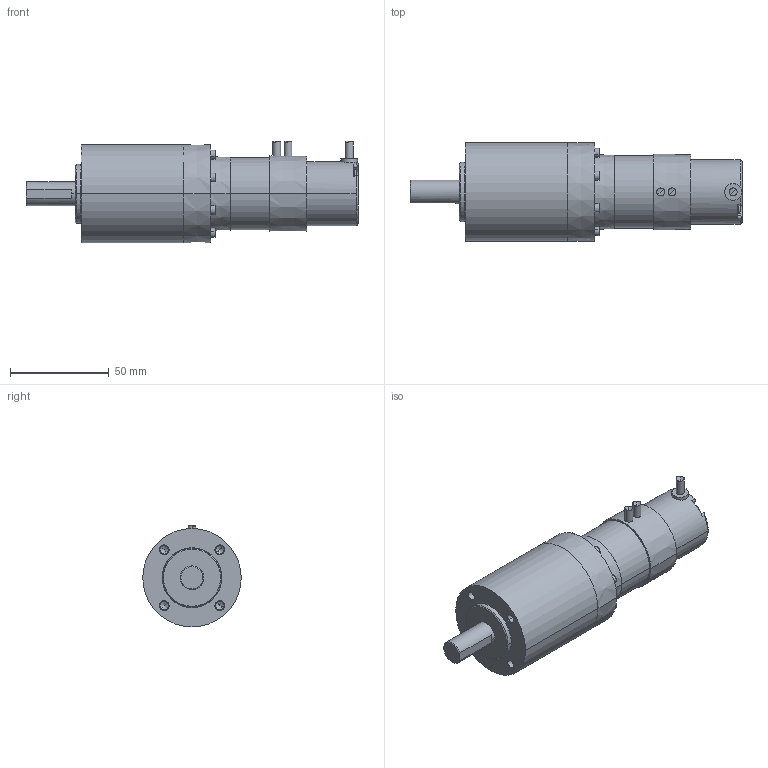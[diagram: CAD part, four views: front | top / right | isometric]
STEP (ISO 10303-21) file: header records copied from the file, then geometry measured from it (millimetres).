
FILE_DESCRIPTION(('no description'),'unknown implementation level');
FILE_NAME('RSF_14B_30_F100_24B_C_4.stp',' ',('Harmonic Drive AG'),('CADClick - KiM GmbH - www.kimweb.de'),'unknown preprocess','ACIS','unknown authorization');
FILE_SCHEMA(('automotive_design'));
Length unit declared in the file: millimetre
Products named in the file (1): 1
Bounding box: 168.5 x 50 x 51.76 mm (x, y, z)
Volume: 208715.8 mm3; surface area: 25332 mm2
Topology: 1 solids, 1 shells, 241 faces, 584 edges, 372 vertices
Faces by surface type: plane 111, cylinder 74, torus 26, cone 26, sphere 4
Entity records: 14312 total; most frequent: CARTESIAN_POINT 1877, DIRECTION 1252, STYLED_ITEM 1190, PRESENTATION_STYLE_ASSIGNMENT 1190, COLOUR_RGB 1190, ORIENTED_EDGE 1152, EDGE_CURVE 576, CURVE_STYLE 576
